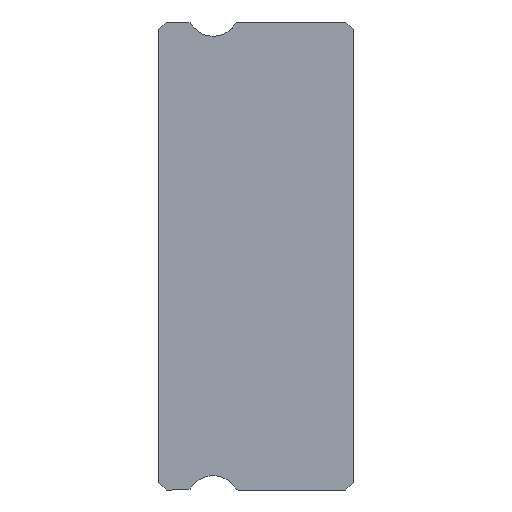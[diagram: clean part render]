
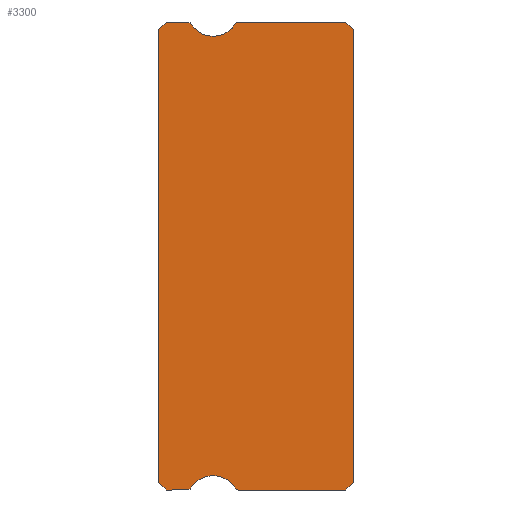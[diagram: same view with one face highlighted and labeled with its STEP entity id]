
A CAD part, left-side view. The second image highlights one B-rep face of the part: STEP entity #3300.
In plain terms, the highlighted planar face has unit normal (-1, 0, 0).
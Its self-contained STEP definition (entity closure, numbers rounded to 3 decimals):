
#8 = DIRECTION ( 'NONE',  ( 0., 0., -1. ) ) ;
#15 = CARTESIAN_POINT ( 'NONE',  ( -10., 5.4, 8.45 ) ) ;
#60 = VERTEX_POINT ( 'NONE', #1927 ) ;
#70 = VECTOR ( 'NONE', #1374, 1000. ) ;
#110 = ORIENTED_EDGE ( 'NONE', *, *, #1011, .F. ) ;
#118 = VECTOR ( 'NONE', #167, 1000. ) ;
#145 = VERTEX_POINT ( 'NONE', #310 ) ;
#167 = DIRECTION ( 'NONE',  ( 0., 1., 0. ) ) ;
#209 = ORIENTED_EDGE ( 'NONE', *, *, #1844, .F. ) ;
#226 = CARTESIAN_POINT ( 'NONE',  ( -10., 0.3, -9. ) ) ;
#233 = CIRCLE ( 'NONE', #2189, 0.15 ) ;
#245 = DIRECTION ( 'NONE',  ( 0., 0., -1. ) ) ;
#265 = LINE ( 'NONE', #1742, #1730 ) ;
#310 = CARTESIAN_POINT ( 'NONE',  ( -10., 0., 8.7 ) ) ;
#344 = EDGE_CURVE ( 'NONE', #390, #824, #3354, .T. ) ;
#353 = CARTESIAN_POINT ( 'NONE',  ( -10., 6.381, 8.85 ) ) ;
#361 = CIRCLE ( 'NONE', #3082, 1. ) ;
#375 = CARTESIAN_POINT ( 'NONE',  ( -10., 0., -8.7 ) ) ;
#390 = VERTEX_POINT ( 'NONE', #1976 ) ;
#409 = DIRECTION ( 'NONE',  ( 0., -1., 0. ) ) ;
#474 = LINE ( 'NONE', #1679, #1102 ) ;
#487 = VECTOR ( 'NONE', #1734, 1000. ) ;
#509 = VERTEX_POINT ( 'NONE', #3224 ) ;
#521 = DIRECTION ( 'NONE',  ( 0., 0., -1. ) ) ;
#582 = DIRECTION ( 'NONE',  ( 1., 0., 0. ) ) ;
#618 = EDGE_CURVE ( 'NONE', #1356, #3425, #233, .T. ) ;
#630 = AXIS2_PLACEMENT_3D ( 'NONE', #3567, #974, #1262 ) ;
#634 = CARTESIAN_POINT ( 'NONE',  ( -10., 6.381, -9. ) ) ;
#643 = EDGE_CURVE ( 'NONE', #60, #2983, #3129, .T. ) ;
#677 = ORIENTED_EDGE ( 'NONE', *, *, #1000, .T. ) ;
#735 = CARTESIAN_POINT ( 'NONE',  ( -10., 0., 8.7 ) ) ;
#738 = CARTESIAN_POINT ( 'NONE',  ( -10., 7.2, 9. ) ) ;
#761 = CARTESIAN_POINT ( 'NONE',  ( -10., 0.3, 9. ) ) ;
#809 = DIRECTION ( 'NONE',  ( 0., 0., 1. ) ) ;
#824 = VERTEX_POINT ( 'NONE', #634 ) ;
#831 = ORIENTED_EDGE ( 'NONE', *, *, #2012, .F. ) ;
#974 = DIRECTION ( 'NONE',  ( -1., 0., 0. ) ) ;
#984 = AXIS2_PLACEMENT_3D ( 'NONE', #1349, #1902, #1407 ) ;
#994 = VECTOR ( 'NONE', #3522, 1000. ) ;
#1000 = EDGE_CURVE ( 'NONE', #509, #390, #474, .T. ) ;
#1011 = EDGE_CURVE ( 'NONE', #1421, #145, #1661, .T. ) ;
#1042 = EDGE_CURVE ( 'NONE', #1193, #1356, #1845, .T. ) ;
#1091 = VERTEX_POINT ( 'NONE', #2265 ) ;
#1097 = CARTESIAN_POINT ( 'NONE',  ( -10., 4.419, -9. ) ) ;
#1099 = DIRECTION ( 'NONE',  ( 0., -1., 0. ) ) ;
#1102 = VECTOR ( 'NONE', #2512, 1000. ) ;
#1112 = AXIS2_PLACEMENT_3D ( 'NONE', #2466, #2761, #245 ) ;
#1193 = VERTEX_POINT ( 'NONE', #15 ) ;
#1241 = CARTESIAN_POINT ( 'NONE',  ( -10., 7.5, 8.85 ) ) ;
#1246 = DIRECTION ( 'NONE',  ( 1., 0., 0. ) ) ;
#1262 = DIRECTION ( 'NONE',  ( 0., 0., -1. ) ) ;
#1311 = CARTESIAN_POINT ( 'NONE',  ( -10., 7.5, 8.7 ) ) ;
#1316 = EDGE_LOOP ( 'NONE', ( #2760, #677, #1342, #1959, #3478, #3181, #831, #1824, #2932, #110, #209, #2770, #3052, #1913, #2767, #3320, #2143 ) ) ;
#1328 = LINE ( 'NONE', #1311, #2539 ) ;
#1342 = ORIENTED_EDGE ( 'NONE', *, *, #344, .T. ) ;
#1349 = CARTESIAN_POINT ( 'NONE',  ( -10., 6.381, 8.85 ) ) ;
#1355 = CARTESIAN_POINT ( 'NONE',  ( -10., 6.381, -9. ) ) ;
#1356 = VERTEX_POINT ( 'NONE', #3283 ) ;
#1374 = DIRECTION ( 'NONE',  ( 0., -0.707, -0.707 ) ) ;
#1384 = CARTESIAN_POINT ( 'NONE',  ( -10., 4.419, -8.85 ) ) ;
#1407 = DIRECTION ( 'NONE',  ( 0., 0., -1. ) ) ;
#1421 = VERTEX_POINT ( 'NONE', #1906 ) ;
#1434 = CARTESIAN_POINT ( 'NONE',  ( -10., 5.4, 9.45 ) ) ;
#1521 = VERTEX_POINT ( 'NONE', #1097 ) ;
#1551 = PLANE ( 'NONE',  #2124 ) ;
#1589 = CIRCLE ( 'NONE', #3576, 0.15 ) ;
#1661 = LINE ( 'NONE', #761, #70 ) ;
#1679 = CARTESIAN_POINT ( 'NONE',  ( -10., 7.2, -9. ) ) ;
#1730 = VECTOR ( 'NONE', #3452, 1000. ) ;
#1734 = DIRECTION ( 'NONE',  ( 0., 1., 0. ) ) ;
#1742 = CARTESIAN_POINT ( 'NONE',  ( -10., 0., -8.7 ) ) ;
#1824 = ORIENTED_EDGE ( 'NONE', *, *, #2294, .F. ) ;
#1844 = EDGE_CURVE ( 'NONE', #3425, #1421, #2996, .T. ) ;
#1845 = CIRCLE ( 'NONE', #3523, 1. ) ;
#1865 = CARTESIAN_POINT ( 'NONE',  ( -10., 6.253, 8.928 ) ) ;
#1866 = CARTESIAN_POINT ( 'NONE',  ( -10., 6.381, 9. ) ) ;
#1901 = CARTESIAN_POINT ( 'NONE',  ( -10., 4.419, 9. ) ) ;
#1902 = DIRECTION ( 'NONE',  ( 1., 0., 0. ) ) ;
#1903 = EDGE_CURVE ( 'NONE', #3646, #145, #3649, .T. ) ;
#1906 = CARTESIAN_POINT ( 'NONE',  ( -10., 0.3, 9. ) ) ;
#1913 = ORIENTED_EDGE ( 'NONE', *, *, #3026, .F. ) ;
#1927 = CARTESIAN_POINT ( 'NONE',  ( -10., 6.381, 9. ) ) ;
#1933 = EDGE_CURVE ( 'NONE', #60, #3325, #3580, .T. ) ;
#1959 = ORIENTED_EDGE ( 'NONE', *, *, #2324, .F. ) ;
#1976 = CARTESIAN_POINT ( 'NONE',  ( -10., 7.2, -9. ) ) ;
#2012 = EDGE_CURVE ( 'NONE', #2623, #1521, #2938, .T. ) ;
#2124 = AXIS2_PLACEMENT_3D ( 'NONE', #353, #2923, #3220 ) ;
#2143 = ORIENTED_EDGE ( 'NONE', *, *, #2877, .T. ) ;
#2165 = EDGE_CURVE ( 'NONE', #509, #3610, #2723, .T. ) ;
#2189 = AXIS2_PLACEMENT_3D ( 'NONE', #2386, #1246, #2680 ) ;
#2221 = DIRECTION ( 'NONE',  ( 0., 0.707, -0.707 ) ) ;
#2265 = CARTESIAN_POINT ( 'NONE',  ( -10., 6.253, -8.928 ) ) ;
#2268 = CARTESIAN_POINT ( 'NONE',  ( -10., 7.2, 9. ) ) ;
#2293 = CARTESIAN_POINT ( 'NONE',  ( -10., 7.5, 8.7 ) ) ;
#2294 = EDGE_CURVE ( 'NONE', #3646, #2623, #265, .T. ) ;
#2324 = EDGE_CURVE ( 'NONE', #1091, #824, #2748, .T. ) ;
#2386 = CARTESIAN_POINT ( 'NONE',  ( -10., 4.419, 8.85 ) ) ;
#2466 = CARTESIAN_POINT ( 'NONE',  ( -10., 6.381, -8.85 ) ) ;
#2512 = DIRECTION ( 'NONE',  ( 0., -0.707, -0.707 ) ) ;
#2539 = VECTOR ( 'NONE', #2221, 1000. ) ;
#2590 = EDGE_CURVE ( 'NONE', #2834, #1091, #2935, .T. ) ;
#2623 = VERTEX_POINT ( 'NONE', #226 ) ;
#2680 = DIRECTION ( 'NONE',  ( 0., 0., -1. ) ) ;
#2723 = LINE ( 'NONE', #1241, #994 ) ;
#2748 = CIRCLE ( 'NONE', #1112, 0.15 ) ;
#2760 = ORIENTED_EDGE ( 'NONE', *, *, #2165, .F. ) ;
#2761 = DIRECTION ( 'NONE',  ( 1., 0., 0. ) ) ;
#2767 = ORIENTED_EDGE ( 'NONE', *, *, #1933, .F. ) ;
#2770 = ORIENTED_EDGE ( 'NONE', *, *, #618, .F. ) ;
#2834 = VERTEX_POINT ( 'NONE', #3565 ) ;
#2848 = DIRECTION ( 'NONE',  ( 0., 0., -1. ) ) ;
#2877 = EDGE_CURVE ( 'NONE', #2983, #3610, #1328, .T. ) ;
#2921 = VECTOR ( 'NONE', #809, 1000. ) ;
#2923 = DIRECTION ( 'NONE',  ( 1., 0., 0. ) ) ;
#2932 = ORIENTED_EDGE ( 'NONE', *, *, #1903, .T. ) ;
#2935 = CIRCLE ( 'NONE', #630, 1. ) ;
#2938 = LINE ( 'NONE', #3498, #487 ) ;
#2957 = FACE_OUTER_BOUND ( 'NONE', #1316, .T. ) ;
#2983 = VERTEX_POINT ( 'NONE', #738 ) ;
#2996 = LINE ( 'NONE', #1866, #3631 ) ;
#3026 = EDGE_CURVE ( 'NONE', #3325, #1193, #361, .T. ) ;
#3052 = ORIENTED_EDGE ( 'NONE', *, *, #1042, .F. ) ;
#3082 = AXIS2_PLACEMENT_3D ( 'NONE', #3162, #3441, #8 ) ;
#3097 = EDGE_CURVE ( 'NONE', #1521, #2834, #1589, .T. ) ;
#3129 = LINE ( 'NONE', #2268, #118 ) ;
#3162 = CARTESIAN_POINT ( 'NONE',  ( -10., 5.4, 9.45 ) ) ;
#3181 = ORIENTED_EDGE ( 'NONE', *, *, #3097, .F. ) ;
#3220 = DIRECTION ( 'NONE',  ( 0., 0., -1. ) ) ;
#3224 = CARTESIAN_POINT ( 'NONE',  ( -10., 7.5, -8.7 ) ) ;
#3283 = CARTESIAN_POINT ( 'NONE',  ( -10., 4.547, 8.928 ) ) ;
#3300 = ADVANCED_FACE ( 'NONE', ( #2957 ), #1551, .F. ) ;
#3320 = ORIENTED_EDGE ( 'NONE', *, *, #643, .T. ) ;
#3325 = VERTEX_POINT ( 'NONE', #1865 ) ;
#3354 = LINE ( 'NONE', #1355, #3628 ) ;
#3425 = VERTEX_POINT ( 'NONE', #1901 ) ;
#3441 = DIRECTION ( 'NONE',  ( -1., 0., 0. ) ) ;
#3452 = DIRECTION ( 'NONE',  ( 0., 0.707, -0.707 ) ) ;
#3478 = ORIENTED_EDGE ( 'NONE', *, *, #2590, .F. ) ;
#3498 = CARTESIAN_POINT ( 'NONE',  ( -10., 6.381, -9. ) ) ;
#3522 = DIRECTION ( 'NONE',  ( 0., 0., 1. ) ) ;
#3523 = AXIS2_PLACEMENT_3D ( 'NONE', #1434, #3731, #2848 ) ;
#3565 = CARTESIAN_POINT ( 'NONE',  ( -10., 4.547, -8.928 ) ) ;
#3567 = CARTESIAN_POINT ( 'NONE',  ( -10., 5.4, -9.45 ) ) ;
#3576 = AXIS2_PLACEMENT_3D ( 'NONE', #1384, #582, #521 ) ;
#3580 = CIRCLE ( 'NONE', #984, 0.15 ) ;
#3610 = VERTEX_POINT ( 'NONE', #2293 ) ;
#3628 = VECTOR ( 'NONE', #1099, 1000. ) ;
#3631 = VECTOR ( 'NONE', #409, 1000. ) ;
#3646 = VERTEX_POINT ( 'NONE', #375 ) ;
#3649 = LINE ( 'NONE', #735, #2921 ) ;
#3731 = DIRECTION ( 'NONE',  ( -1., 0., 0. ) ) ;
